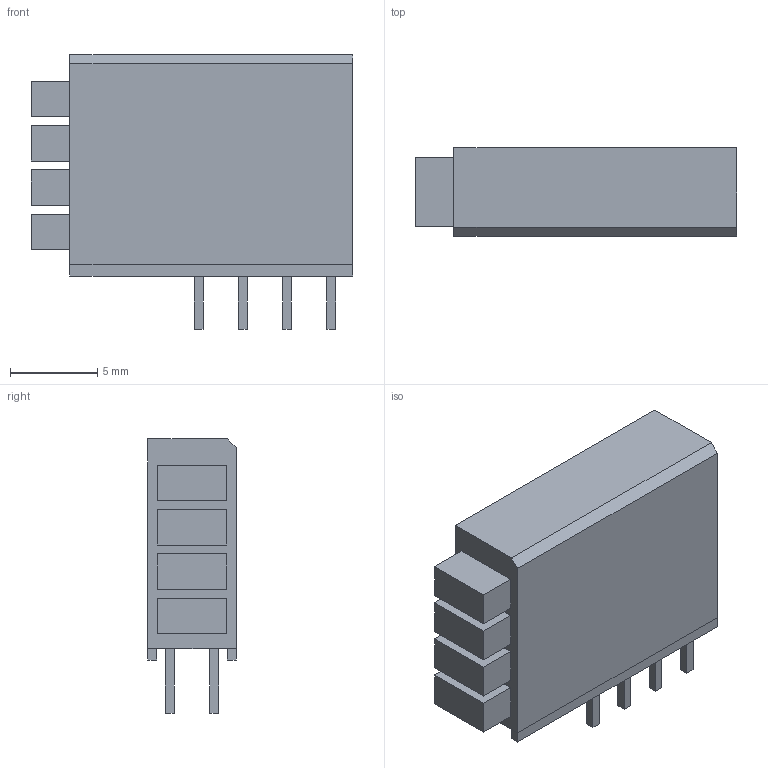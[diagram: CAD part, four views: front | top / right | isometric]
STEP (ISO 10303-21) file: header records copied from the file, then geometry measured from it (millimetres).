
FILE_DESCRIPTION((''),'2;1');
FILE_NAME('LED_DIALIGHT_568-0721-111.stp','2012-08-30T10:34:46',(''),(''),'Mechanical Desktop 2011','Mechanical Desktop 2011',', , ');
FILE_SCHEMA(('AUTOMOTIVE_DESIGN { 1 2 10303 214 1 1 1 1 }'));
Length unit declared in the file: millimetre
Products named in the file (1): Product
Bounding box: 18.44 x 5.08 x 15.75 mm (x, y, z)
Volume: 1082.2 mm3; surface area: 985.5 mm2
Topology: 15 solids, 15 shells, 91 faces, 183 edges, 122 vertices
Faces by surface type: plane 61, bspline 30
Entity records: 2362 total; most frequent: CARTESIAN_POINT 487, ORIENTED_EDGE 366, DIRECTION 307, VECTOR 183, LINE 183, EDGE_CURVE 183, VERTEX_POINT 122, EDGE_LOOP 91
